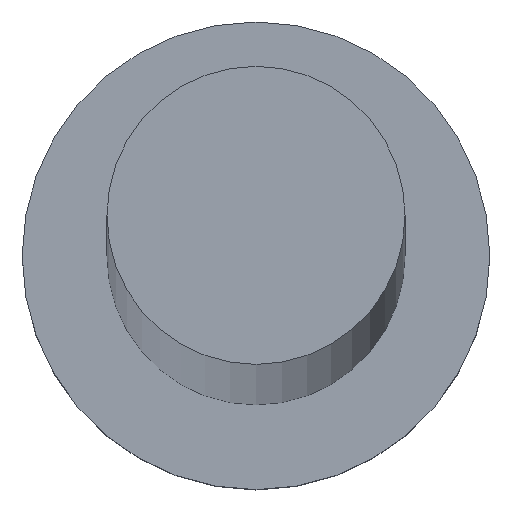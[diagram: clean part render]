
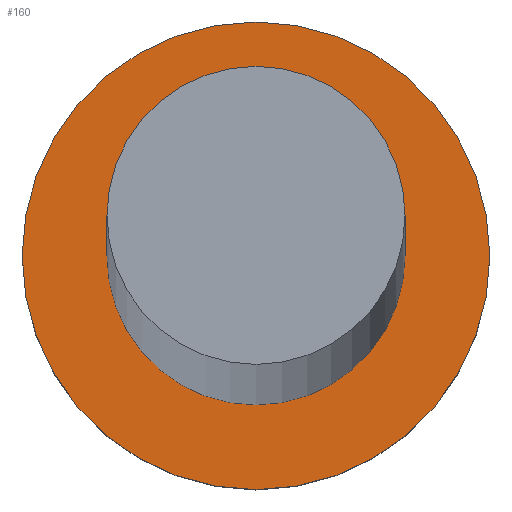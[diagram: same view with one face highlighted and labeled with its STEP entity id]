
A CAD part, top view. The second image highlights one B-rep face of the part: STEP entity #160.
In plain terms, the highlighted planar face has unit normal (0, 0, 1).
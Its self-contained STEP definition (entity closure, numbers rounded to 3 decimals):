
#2 = ORIENTED_EDGE ( 'NONE', *, *, #146, .T. ) ;
#3 = EDGE_CURVE ( 'NONE', #218, #60, #148, .T. ) ;
#9 = DIRECTION ( 'NONE',  ( 1., 0., 0. ) ) ;
#17 = DIRECTION ( 'NONE',  ( 0., 0., 1. ) ) ;
#18 = CARTESIAN_POINT ( 'NONE',  ( -5.1, 0., 6.5 ) ) ;
#29 = AXIS2_PLACEMENT_3D ( 'NONE', #150, #221, #9 ) ;
#33 = CIRCLE ( 'NONE', #166, 5.1 ) ;
#38 = ORIENTED_EDGE ( 'NONE', *, *, #48, .F. ) ;
#40 = ORIENTED_EDGE ( 'NONE', *, *, #126, .T. ) ;
#44 = DIRECTION ( 'NONE',  ( 1., 0., 0. ) ) ;
#48 = EDGE_CURVE ( 'NONE', #60, #218, #33, .T. ) ;
#53 = CARTESIAN_POINT ( 'NONE',  ( 0., 0., 6.5 ) ) ;
#60 = VERTEX_POINT ( 'NONE', #161 ) ;
#66 = CARTESIAN_POINT ( 'NONE',  ( 0., 0., 6.5 ) ) ;
#70 = FACE_OUTER_BOUND ( 'NONE', #97, .T. ) ;
#91 = DIRECTION ( 'NONE',  ( 0., 0., 1. ) ) ;
#97 = EDGE_LOOP ( 'NONE', ( #40, #2 ) ) ;
#103 = ORIENTED_EDGE ( 'NONE', *, *, #3, .F. ) ;
#104 = AXIS2_PLACEMENT_3D ( 'NONE', #66, #217, #203 ) ;
#108 = PLANE ( 'NONE',  #29 ) ;
#111 = DIRECTION ( 'NONE',  ( 0., 0., 1. ) ) ;
#118 = CARTESIAN_POINT ( 'NONE',  ( -8., 0., 6.5 ) ) ;
#124 = CARTESIAN_POINT ( 'NONE',  ( 8., 0., 6.5 ) ) ;
#126 = EDGE_CURVE ( 'NONE', #190, #213, #229, .T. ) ;
#131 = AXIS2_PLACEMENT_3D ( 'NONE', #53, #91, #44 ) ;
#138 = AXIS2_PLACEMENT_3D ( 'NONE', #177, #17, #175 ) ;
#146 = EDGE_CURVE ( 'NONE', #213, #190, #253, .T. ) ;
#148 = CIRCLE ( 'NONE', #138, 5.1 ) ;
#150 = CARTESIAN_POINT ( 'NONE',  ( 0., 0., 6.5 ) ) ;
#160 = ADVANCED_FACE ( 'NONE', ( #237, #70 ), #108, .T. ) ;
#161 = CARTESIAN_POINT ( 'NONE',  ( 5.1, 0., 6.5 ) ) ;
#166 = AXIS2_PLACEMENT_3D ( 'NONE', #227, #111, #186 ) ;
#175 = DIRECTION ( 'NONE',  ( 1., 0., 0. ) ) ;
#177 = CARTESIAN_POINT ( 'NONE',  ( 0., 0., 6.5 ) ) ;
#186 = DIRECTION ( 'NONE',  ( 1., 0., 0. ) ) ;
#190 = VERTEX_POINT ( 'NONE', #118 ) ;
#193 = EDGE_LOOP ( 'NONE', ( #103, #38 ) ) ;
#203 = DIRECTION ( 'NONE',  ( 1., 0., 0. ) ) ;
#213 = VERTEX_POINT ( 'NONE', #124 ) ;
#217 = DIRECTION ( 'NONE',  ( 0., 0., 1. ) ) ;
#218 = VERTEX_POINT ( 'NONE', #18 ) ;
#221 = DIRECTION ( 'NONE',  ( 0., 0., 1. ) ) ;
#227 = CARTESIAN_POINT ( 'NONE',  ( 0., 0., 6.5 ) ) ;
#229 = CIRCLE ( 'NONE', #131, 8. ) ;
#237 = FACE_BOUND ( 'NONE', #193, .T. ) ;
#253 = CIRCLE ( 'NONE', #104, 8. ) ;
